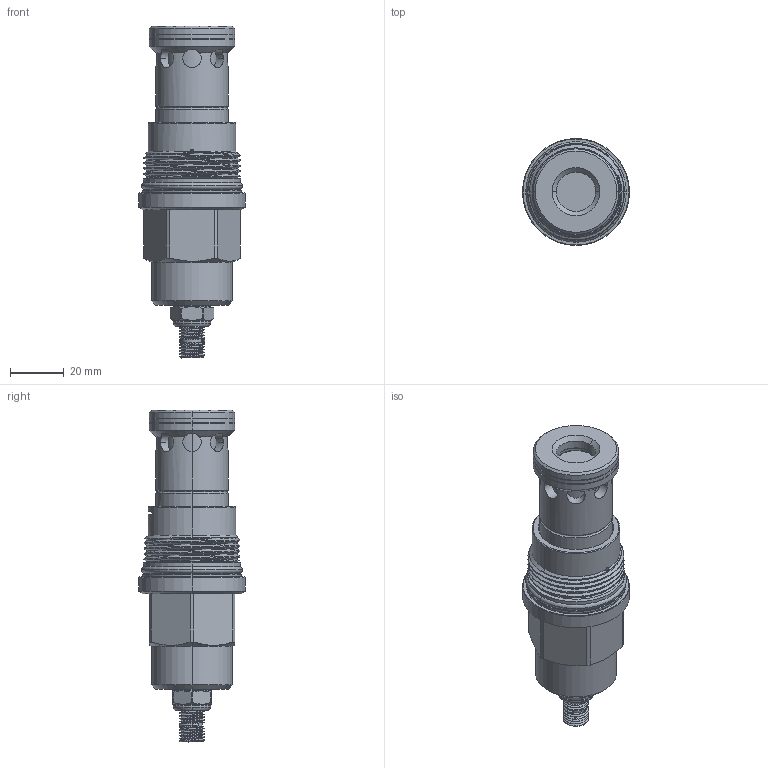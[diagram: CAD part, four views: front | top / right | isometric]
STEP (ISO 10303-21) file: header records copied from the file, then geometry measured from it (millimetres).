
FILE_DESCRIPTION (( 'STEP AP203' ), '1' );
FILE_NAME ('RP16A2G-L.STEP', '2020-03-24T01:41:43', ( '' ), ( '' ), 'SwSTEP 2.0', 'SolidWorks 2018', '' );
FILE_SCHEMA (( 'CONFIG_CONTROL_DESIGN' ));
Length unit declared in the file: millimetre
Products named in the file (1): RP16A2G-L
Bounding box: 39.67 x 39.67 x 123.14 mm (x, y, z)
Volume: 80934.8 mm3; surface area: 17935 mm2
Topology: 4 solids, 4 shells, 271 faces, 672 edges, 419 vertices
Faces by surface type: cylinder 119, plane 52, cone 45, torus 43, bspline 10, sphere 2
Entity records: 16252 total; most frequent: CARTESIAN_POINT 10043, ORIENTED_EDGE 1336, DIRECTION 1255, EDGE_CURVE 668, AXIS2_PLACEMENT_3D 522, VERTEX_POINT 419, EDGE_LOOP 289, ADVANCED_FACE 271
